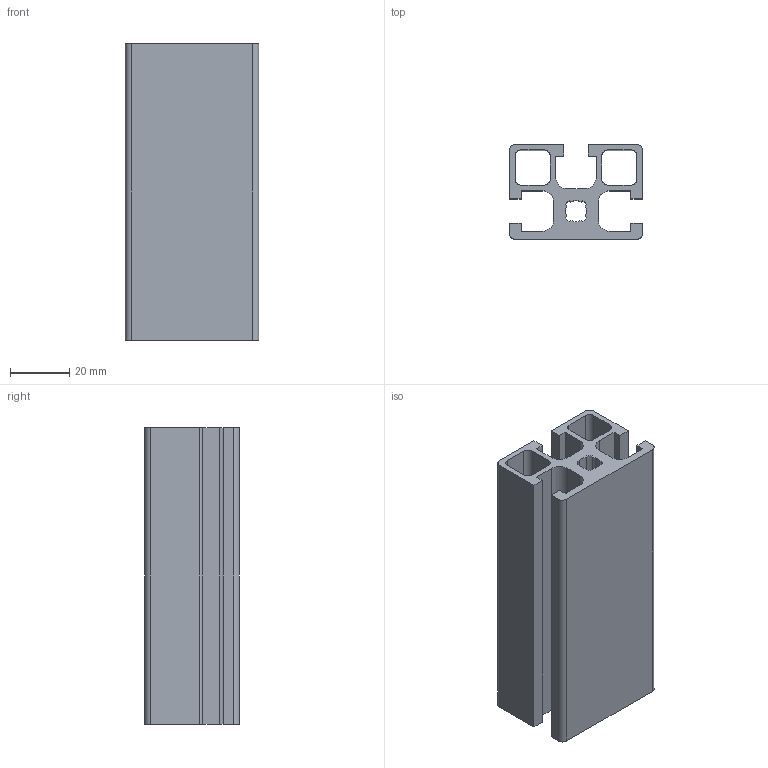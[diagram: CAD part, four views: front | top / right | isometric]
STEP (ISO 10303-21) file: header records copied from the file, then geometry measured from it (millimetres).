
FILE_DESCRIPTION((''),'2;1');
FILE_NAME('K_103245_100.stp','2013-02-18T10:49:13',('VeronikaF'),(''),'Autodesk Inventor 2011','Autodesk Inventor 2011','');
FILE_SCHEMA(('AUTOMOTIVE_DESIGN { 1 0 10303 214 1 1 1 1 }'));
Length unit declared in the file: millimetre
Products named in the file (1): 103245
Bounding box: 45 x 32 x 100 mm (x, y, z)
Volume: 58761.6 mm3; surface area: 39048.3 mm2
Topology: 1 solids, 1 shells, 72 faces, 210 edges, 140 vertices
Faces by surface type: plane 46, cylinder 26
Entity records: 2424 total; most frequent: CARTESIAN_POINT 423, ORIENTED_EDGE 420, DIRECTION 408, EDGE_CURVE 210, VECTOR 158, LINE 158, VERTEX_POINT 140, AXIS2_PLACEMENT_3D 125
